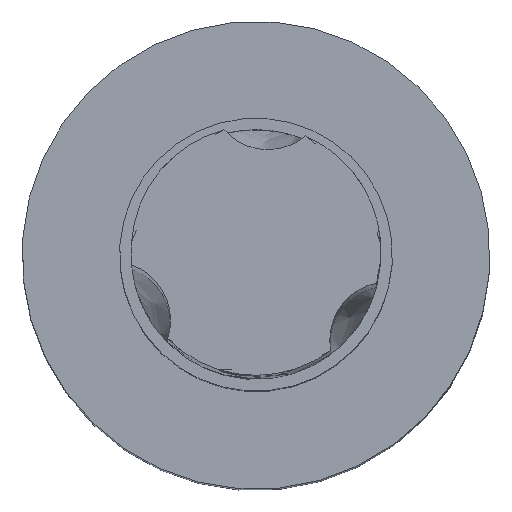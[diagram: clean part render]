
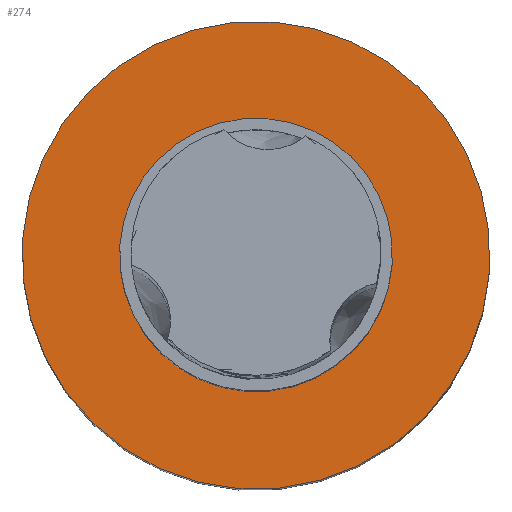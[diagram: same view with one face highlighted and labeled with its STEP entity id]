
A CAD part, top view. The second image highlights one B-rep face of the part: STEP entity #274.
In plain terms, the highlighted free-form (B-spline) face has degree [1, 1] with [2, 2] control points.
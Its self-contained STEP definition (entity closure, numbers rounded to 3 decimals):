
#15=B_SPLINE_SURFACE_WITH_KNOTS('',1,1,((#604,#605),(#606,#607)),
 .PLANE_SURF.,.F.,.F.,.F.,(2,2),(2,2),(0.043,0.955),
(0.042,0.956),.PIECEWISE_BEZIER_KNOTS.);
#113=ORIENTED_EDGE('',*,*,#152,.T.);
#114=ORIENTED_EDGE('',*,*,#121,.T.);
#115=ORIENTED_EDGE('',*,*,#155,.F.);
#116=ORIENTED_EDGE('',*,*,#119,.F.);
#119=EDGE_CURVE('',#158,#159,#182,.T.);
#121=EDGE_CURVE('',#160,#161,#183,.T.);
#152=EDGE_CURVE('',#161,#160,#199,.T.);
#155=EDGE_CURVE('',#159,#158,#202,.T.);
#158=VERTEX_POINT('',#376);
#159=VERTEX_POINT('',#378);
#160=VERTEX_POINT('',#390);
#161=VERTEX_POINT('',#391);
#182=CIRCLE('',#289,3.);
#183=CIRCLE('',#290,1.75);
#199=CIRCLE('',#306,1.75);
#202=CIRCLE('',#309,3.);
#221=EDGE_LOOP('',(#113,#114));
#222=EDGE_LOOP('',(#115,#116));
#241=FACE_BOUND('',#221,.T.);
#242=FACE_BOUND('',#222,.T.);
#274=ADVANCED_FACE('',(#241,#242),#15,.F.);
#289=AXIS2_PLACEMENT_3D('',#377,#314,#315);
#290=AXIS2_PLACEMENT_3D('',#389,#316,#317);
#306=AXIS2_PLACEMENT_3D('',#584,#354,#355);
#309=AXIS2_PLACEMENT_3D('',#599,#360,#361);
#314=DIRECTION('',(0.,0.,-1.));
#315=DIRECTION('',(-0.997,0.073,0.));
#316=DIRECTION('',(0.,0.,-1.));
#317=DIRECTION('',(-0.997,0.073,0.));
#354=DIRECTION('',(0.,0.,-1.));
#355=DIRECTION('',(-0.997,0.073,0.));
#360=DIRECTION('',(0.,0.,-1.));
#361=DIRECTION('',(-0.997,0.073,0.));
#376=CARTESIAN_POINT('',(56.995,-1.693,3.));
#377=CARTESIAN_POINT('',(59.987,-1.912,3.));
#378=CARTESIAN_POINT('',(62.979,-2.131,3.));
#389=CARTESIAN_POINT('',(59.987,-1.912,3.));
#390=CARTESIAN_POINT('',(58.242,-1.784,3.));
#391=CARTESIAN_POINT('',(61.732,-2.039,3.));
#584=CARTESIAN_POINT('',(59.987,-1.912,3.));
#599=CARTESIAN_POINT('',(59.987,-1.912,3.));
#604=CARTESIAN_POINT('',(62.81,-5.186,3.));
#605=CARTESIAN_POINT('',(63.255,0.904,3.));
#606=CARTESIAN_POINT('',(56.736,-4.742,3.));
#607=CARTESIAN_POINT('',(57.181,1.348,3.));
